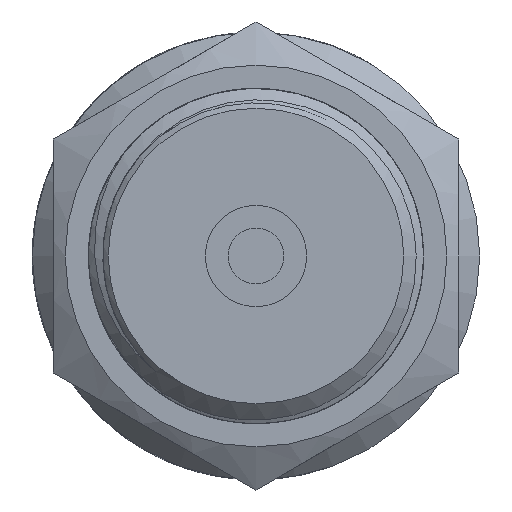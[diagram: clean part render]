
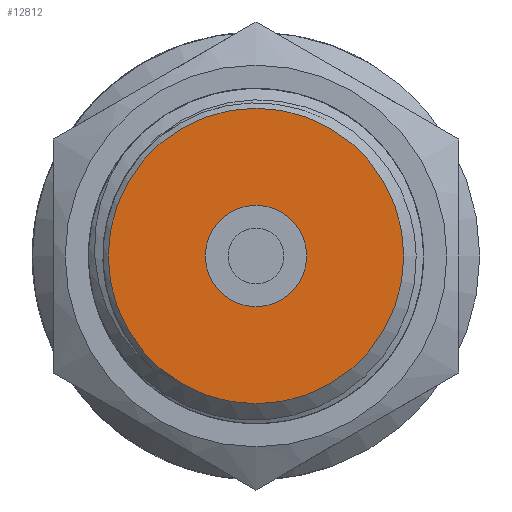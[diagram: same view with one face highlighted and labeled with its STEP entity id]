
A CAD part, left-side view. The second image highlights one B-rep face of the part: STEP entity #12812.
In plain terms, the highlighted planar face has unit normal (-1, 0, 0).
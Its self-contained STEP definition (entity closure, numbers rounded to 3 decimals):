
#446=FACE_BOUND('',#4452,.T.);
#3690=FACE_OUTER_BOUND('',#4451,.T.);
#4451=EDGE_LOOP('',(#10910));
#4452=EDGE_LOOP('',(#10911));
#4747=CIRCLE('',#13318,3.);
#4748=CIRCLE('',#13320,8.75);
#5841=VERTEX_POINT('',#29980);
#5842=VERTEX_POINT('',#29984);
#7591=EDGE_CURVE('',#5841,#5841,#4747,.T.);
#7593=EDGE_CURVE('',#5842,#5842,#4748,.T.);
#10910=ORIENTED_EDGE('',*,*,#7593,.F.);
#10911=ORIENTED_EDGE('',*,*,#7591,.T.);
#12168=PLANE('',#13319);
#12812=ADVANCED_FACE('',(#3690,#446),#12168,.T.);
#13318=AXIS2_PLACEMENT_3D('',#29981,#14763,#14764);
#13319=AXIS2_PLACEMENT_3D('',#29983,#14766,#14767);
#13320=AXIS2_PLACEMENT_3D('',#29985,#14768,#14769);
#14763=DIRECTION('center_axis',(1.,0.,0.));
#14764=DIRECTION('ref_axis',(0.,0.,-1.));
#14766=DIRECTION('center_axis',(-1.,0.,0.));
#14767=DIRECTION('ref_axis',(0.,0.,1.));
#14768=DIRECTION('center_axis',(1.,0.,0.));
#14769=DIRECTION('ref_axis',(0.,0.,-1.));
#29980=CARTESIAN_POINT('',(3.,-3.,0.));
#29981=CARTESIAN_POINT('Origin',(3.,0.,0.));
#29983=CARTESIAN_POINT('Origin',(3.,8.75,0.));
#29984=CARTESIAN_POINT('',(3.,-8.75,0.));
#29985=CARTESIAN_POINT('Origin',(3.,0.,0.));
